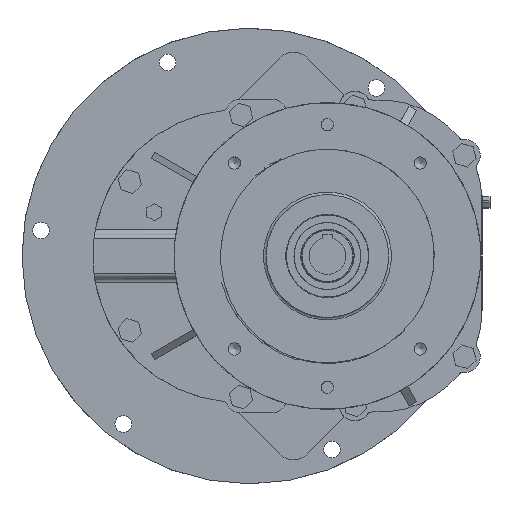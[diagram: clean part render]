
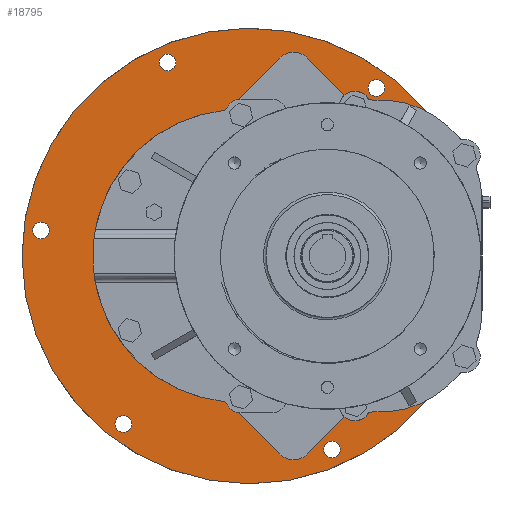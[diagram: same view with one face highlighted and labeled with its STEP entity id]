
A CAD part, left-side view. The second image highlights one B-rep face of the part: STEP entity #18795.
In plain terms, the highlighted planar face has unit normal (-1, 0, 0).
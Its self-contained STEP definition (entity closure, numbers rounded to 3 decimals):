
#100 = CIRCLE ( 'NONE', #11066, 154. ) ;
#116 = FACE_BOUND ( 'NONE', #16533, .T. ) ;
#185 = ORIENTED_EDGE ( 'NONE', *, *, #17290, .F. ) ;
#584 = CARTESIAN_POINT ( 'NONE',  ( -24., -210., 0. ) ) ;
#614 = AXIS2_PLACEMENT_3D ( 'NONE', #10934, #11085, #20206 ) ;
#1047 = VERTEX_POINT ( 'NONE', #6961 ) ;
#1338 = CARTESIAN_POINT ( 'NONE',  ( -24., -147.65, 60.856 ) ) ;
#1342 = AXIS2_PLACEMENT_3D ( 'NONE', #4737, #14030, #21172 ) ;
#1442 = VERTEX_POINT ( 'NONE', #22071 ) ;
#1747 = DIRECTION ( 'NONE',  ( 0., 0., 1. ) ) ;
#1763 = DIRECTION ( 'NONE',  ( 1., 0., 0. ) ) ;
#1889 = CARTESIAN_POINT ( 'NONE',  ( -24., -260., 154. ) ) ;
#1992 = EDGE_CURVE ( 'NONE', #16134, #4708, #17851, .T. ) ;
#2053 = DIRECTION ( 'NONE',  ( -1., 0., 0. ) ) ;
#2354 = EDGE_CURVE ( 'NONE', #1047, #26579, #4775, .T. ) ;
#2414 = AXIS2_PLACEMENT_3D ( 'NONE', #22241, #1763, #10902 ) ;
#2493 = ORIENTED_EDGE ( 'NONE', *, *, #4986, .F. ) ;
#2694 = AXIS2_PLACEMENT_3D ( 'NONE', #20872, #27446, #9529 ) ;
#3386 = ORIENTED_EDGE ( 'NONE', *, *, #13021, .F. ) ;
#3943 = VECTOR ( 'NONE', #25379, 1000. ) ;
#4680 = DIRECTION ( 'NONE',  ( 0., -1., 0. ) ) ;
#4708 = VERTEX_POINT ( 'NONE', #9477 ) ;
#4737 = CARTESIAN_POINT ( 'NONE',  ( -24., -260., 0. ) ) ;
#4775 = LINE ( 'NONE', #584, #3943 ) ;
#4895 = DIRECTION ( 'NONE',  ( -1., 0., 0. ) ) ;
#4986 = EDGE_CURVE ( 'NONE', #25787, #25787, #14461, .T. ) ;
#5285 = LINE ( 'NONE', #20848, #7813 ) ;
#5346 = EDGE_CURVE ( 'NONE', #9485, #16134, #15322, .T. ) ;
#5803 = CARTESIAN_POINT ( 'NONE',  ( -24., -90., -154. ) ) ;
#5962 = CIRCLE ( 'NONE', #26441, 9.5 ) ;
#6178 = CARTESIAN_POINT ( 'NONE',  ( -24., -144.436, 191.673 ) ) ;
#6244 = CARTESIAN_POINT ( 'NONE',  ( -24., 144.436, -191.673 ) ) ;
#6283 = AXIS2_PLACEMENT_3D ( 'NONE', #1338, #28404, #17511 ) ;
#6298 = AXIS2_PLACEMENT_3D ( 'NONE', #17928, #2053, #18506 ) ;
#6671 = VERTEX_POINT ( 'NONE', #25468 ) ;
#6675 = EDGE_CURVE ( 'NONE', #26579, #26387, #8697, .T. ) ;
#6778 = ORIENTED_EDGE ( 'NONE', *, *, #1992, .F. ) ;
#6961 = CARTESIAN_POINT ( 'NONE',  ( -24., -210., -65. ) ) ;
#7074 = VERTEX_POINT ( 'NONE', #25342 ) ;
#7081 = EDGE_CURVE ( 'NONE', #7074, #11344, #100, .T. ) ;
#7142 = ORIENTED_EDGE ( 'NONE', *, *, #24937, .F. ) ;
#7312 = CARTESIAN_POINT ( 'NONE',  ( -24., 12., 0. ) ) ;
#7813 = VECTOR ( 'NONE', #25734, 1000. ) ;
#8037 = DIRECTION ( 'NONE',  ( -1., 0., 0. ) ) ;
#8114 = VECTOR ( 'NONE', #24757, 1000. ) ;
#8276 = DIRECTION ( 'NONE',  ( 0., 0., 1. ) ) ;
#8289 = AXIS2_PLACEMENT_3D ( 'NONE', #28478, #8037, #24136 ) ;
#8290 = CARTESIAN_POINT ( 'NONE',  ( -24., -260., 46. ) ) ;
#8375 = CARTESIAN_POINT ( 'NONE',  ( -24., 144.436, -182.173 ) ) ;
#8697 = CIRCLE ( 'NONE', #6283, 104.5 ) ;
#8876 = EDGE_LOOP ( 'NONE', ( #24698 ) ) ;
#8907 = DIRECTION ( 'NONE',  ( -1., 0., 0. ) ) ;
#9182 = CIRCLE ( 'NONE', #6298, 9.5 ) ;
#9261 = FACE_OUTER_BOUND ( 'NONE', #13143, .T. ) ;
#9477 = CARTESIAN_POINT ( 'NONE',  ( -24., -100.275, 154. ) ) ;
#9485 = VERTEX_POINT ( 'NONE', #17330 ) ;
#9529 = DIRECTION ( 'NONE',  ( 0., 0., 1. ) ) ;
#9642 = EDGE_LOOP ( 'NONE', ( #20401 ) ) ;
#10326 = EDGE_LOOP ( 'NONE', ( #185 ) ) ;
#10902 = DIRECTION ( 'NONE',  ( 0., 0., -1. ) ) ;
#10934 = CARTESIAN_POINT ( 'NONE',  ( -24., -238.211, -29.249 ) ) ;
#11066 = AXIS2_PLACEMENT_3D ( 'NONE', #7312, #4895, #8276 ) ;
#11085 = DIRECTION ( 'NONE',  ( -1., 0., 0. ) ) ;
#11344 = VERTEX_POINT ( 'NONE', #25795 ) ;
#11481 = FACE_BOUND ( 'NONE', #8876, .T. ) ;
#11557 = EDGE_LOOP ( 'NONE', ( #2493 ) ) ;
#11739 = ORIENTED_EDGE ( 'NONE', *, *, #22671, .F. ) ;
#11912 = DIRECTION ( 'NONE',  ( 0., 0., 1. ) ) ;
#13021 = EDGE_CURVE ( 'NONE', #11344, #25982, #23048, .T. ) ;
#13143 = EDGE_LOOP ( 'NONE', ( #15808, #13636, #19979, #26957, #3386, #27966, #11739, #6778, #26992 ) ) ;
#13545 = AXIS2_PLACEMENT_3D ( 'NONE', #25776, #14169, #11912 ) ;
#13636 = ORIENTED_EDGE ( 'NONE', *, *, #6675, .F. ) ;
#13732 = FACE_BOUND ( 'NONE', #10326, .T. ) ;
#14030 = DIRECTION ( 'NONE',  ( -1., 0., 0. ) ) ;
#14169 = DIRECTION ( 'NONE',  ( -1., 0., 0. ) ) ;
#14461 = CIRCLE ( 'NONE', #614, 9.5 ) ;
#15322 = CIRCLE ( 'NONE', #2414, 260. ) ;
#15808 = ORIENTED_EDGE ( 'NONE', *, *, #28039, .T. ) ;
#16125 = FACE_BOUND ( 'NONE', #11557, .T. ) ;
#16134 = VERTEX_POINT ( 'NONE', #27725 ) ;
#16186 = EDGE_CURVE ( 'NONE', #28652, #28652, #26367, .T. ) ;
#16533 = EDGE_LOOP ( 'NONE', ( #25336 ) ) ;
#17290 = EDGE_CURVE ( 'NONE', #24442, #24442, #26065, .T. ) ;
#17330 = CARTESIAN_POINT ( 'NONE',  ( -24., -255.898, 46. ) ) ;
#17511 = DIRECTION ( 'NONE',  ( 0., 0., 1. ) ) ;
#17762 = CARTESIAN_POINT ( 'NONE',  ( -24., -93.775, -211.421 ) ) ;
#17851 = CIRCLE ( 'NONE', #13545, 104.5 ) ;
#17928 = CARTESIAN_POINT ( 'NONE',  ( -24., 93.775, 220.921 ) ) ;
#18014 = DIRECTION ( 'NONE',  ( 0., 0., 1. ) ) ;
#18506 = DIRECTION ( 'NONE',  ( 0., 0., 1. ) ) ;
#18640 = VECTOR ( 'NONE', #4680, 1000. ) ;
#18795 = ADVANCED_FACE ( 'NONE', ( #27135, #13732, #27449, #11481, #16125, #116, #9261 ), #25189, .T. ) ;
#19613 = LINE ( 'NONE', #8290, #26880 ) ;
#19979 = ORIENTED_EDGE ( 'NONE', *, *, #2354, .F. ) ;
#20171 = CIRCLE ( 'NONE', #26830, 9.5 ) ;
#20206 = DIRECTION ( 'NONE',  ( 0., 0., 1. ) ) ;
#20401 = ORIENTED_EDGE ( 'NONE', *, *, #27797, .F. ) ;
#20848 = CARTESIAN_POINT ( 'NONE',  ( -24., -273.357, -18.01 ) ) ;
#20872 = CARTESIAN_POINT ( 'NONE',  ( -24., 238.211, 29.249 ) ) ;
#20948 = CARTESIAN_POINT ( 'NONE',  ( -24., -210., -23.006 ) ) ;
#21172 = DIRECTION ( 'NONE',  ( 0., 0., 1. ) ) ;
#21324 = CARTESIAN_POINT ( 'NONE',  ( -24., -238.211, -19.749 ) ) ;
#22071 = CARTESIAN_POINT ( 'NONE',  ( -24., 93.775, 230.421 ) ) ;
#22241 = CARTESIAN_POINT ( 'NONE',  ( -24., 0., 0. ) ) ;
#22364 = LINE ( 'NONE', #1889, #8114 ) ;
#22671 = EDGE_CURVE ( 'NONE', #4708, #7074, #22364, .T. ) ;
#23048 = LINE ( 'NONE', #27391, #18640 ) ;
#23922 = DIRECTION ( 'NONE',  ( 0., 1., 0. ) ) ;
#24136 = DIRECTION ( 'NONE',  ( 0., 0., 1. ) ) ;
#24293 = VERTEX_POINT ( 'NONE', #8375 ) ;
#24442 = VERTEX_POINT ( 'NONE', #26825 ) ;
#24609 = DIRECTION ( 'NONE',  ( -1., 0., 0. ) ) ;
#24698 = ORIENTED_EDGE ( 'NONE', *, *, #25859, .F. ) ;
#24757 = DIRECTION ( 'NONE',  ( 0., 1., 0. ) ) ;
#24937 = EDGE_CURVE ( 'NONE', #1442, #1442, #9182, .T. ) ;
#25189 = PLANE ( 'NONE',  #1342 ) ;
#25336 = ORIENTED_EDGE ( 'NONE', *, *, #16186, .F. ) ;
#25342 = CARTESIAN_POINT ( 'NONE',  ( -24., 12., 154. ) ) ;
#25379 = DIRECTION ( 'NONE',  ( 0., 0., 1. ) ) ;
#25468 = CARTESIAN_POINT ( 'NONE',  ( -24., -144.436, 201.173 ) ) ;
#25734 = DIRECTION ( 'NONE',  ( 0., -0.803, 0.596 ) ) ;
#25776 = CARTESIAN_POINT ( 'NONE',  ( -24., -147.65, 60.856 ) ) ;
#25787 = VERTEX_POINT ( 'NONE', #21324 ) ;
#25795 = CARTESIAN_POINT ( 'NONE',  ( -24., 12., -154. ) ) ;
#25859 = EDGE_CURVE ( 'NONE', #24293, #24293, #20171, .T. ) ;
#25982 = VERTEX_POINT ( 'NONE', #5803 ) ;
#26065 = CIRCLE ( 'NONE', #2694, 9.5 ) ;
#26367 = CIRCLE ( 'NONE', #8289, 9.5 ) ;
#26387 = VERTEX_POINT ( 'NONE', #27416 ) ;
#26441 = AXIS2_PLACEMENT_3D ( 'NONE', #6178, #8907, #18014 ) ;
#26477 = EDGE_CURVE ( 'NONE', #25982, #1047, #5285, .T. ) ;
#26579 = VERTEX_POINT ( 'NONE', #20948 ) ;
#26825 = CARTESIAN_POINT ( 'NONE',  ( -24., 238.211, 38.749 ) ) ;
#26830 = AXIS2_PLACEMENT_3D ( 'NONE', #6244, #24609, #1747 ) ;
#26880 = VECTOR ( 'NONE', #23922, 1000. ) ;
#26957 = ORIENTED_EDGE ( 'NONE', *, *, #26477, .F. ) ;
#26992 = ORIENTED_EDGE ( 'NONE', *, *, #5346, .F. ) ;
#27135 = FACE_BOUND ( 'NONE', #9642, .T. ) ;
#27391 = CARTESIAN_POINT ( 'NONE',  ( -24., -260., -154. ) ) ;
#27416 = CARTESIAN_POINT ( 'NONE',  ( -24., -251.089, 46. ) ) ;
#27446 = DIRECTION ( 'NONE',  ( -1., 0., 0. ) ) ;
#27449 = FACE_BOUND ( 'NONE', #29247, .T. ) ;
#27725 = CARTESIAN_POINT ( 'NONE',  ( -24., -223.67, 132.559 ) ) ;
#27797 = EDGE_CURVE ( 'NONE', #6671, #6671, #5962, .T. ) ;
#27966 = ORIENTED_EDGE ( 'NONE', *, *, #7081, .F. ) ;
#28039 = EDGE_CURVE ( 'NONE', #9485, #26387, #19613, .T. ) ;
#28404 = DIRECTION ( 'NONE',  ( -1., 0., 0. ) ) ;
#28478 = CARTESIAN_POINT ( 'NONE',  ( -24., -93.775, -220.921 ) ) ;
#28652 = VERTEX_POINT ( 'NONE', #17762 ) ;
#29247 = EDGE_LOOP ( 'NONE', ( #7142 ) ) ;
